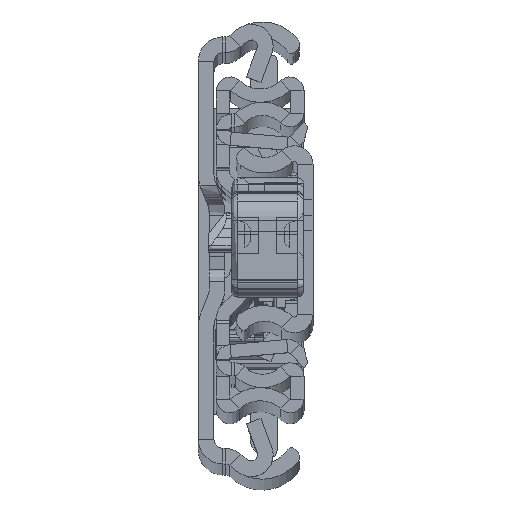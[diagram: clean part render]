
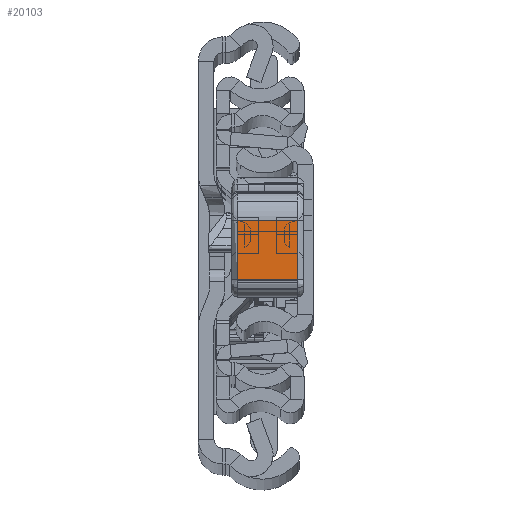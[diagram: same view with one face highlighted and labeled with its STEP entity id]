
A CAD part, top view. The second image highlights one B-rep face of the part: STEP entity #20103.
In plain terms, the highlighted face is planar.
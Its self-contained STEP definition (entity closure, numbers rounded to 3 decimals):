
#613 = ORIENTED_EDGE ( 'NONE', *, *, #3639, .T. ) ;
#1428 = LINE ( 'NONE', #18975, #2186 ) ;
#1824 = DIRECTION ( 'NONE',  ( 0., 0., 1. ) ) ;
#1988 = LINE ( 'NONE', #6695, #16168 ) ;
#2073 = CARTESIAN_POINT ( 'NONE',  ( 39.55, -12.274, 11. ) ) ;
#2186 = VECTOR ( 'NONE', #14076, 1000. ) ;
#3639 = EDGE_CURVE ( 'NONE', #18343, #14275, #8559, .T. ) ;
#3714 = VECTOR ( 'NONE', #26768, 1000. ) ;
#4401 = ORIENTED_EDGE ( 'NONE', *, *, #7054, .T. ) ;
#4484 = EDGE_CURVE ( 'NONE', #30860, #18343, #1988, .T. ) ;
#6535 = CARTESIAN_POINT ( 'NONE',  ( 39.818, -2.465, 0. ) ) ;
#6692 = LINE ( 'NONE', #22380, #12518 ) ;
#6695 = CARTESIAN_POINT ( 'NONE',  ( 39.818, -2.465, 11. ) ) ;
#7054 = EDGE_CURVE ( 'NONE', #10667, #30860, #6692, .T. ) ;
#8559 = LINE ( 'NONE', #26447, #3714 ) ;
#10667 = VERTEX_POINT ( 'NONE', #22188 ) ;
#11212 = EDGE_LOOP ( 'NONE', ( #22223, #4401, #12764, #613 ) ) ;
#12518 = VECTOR ( 'NONE', #16991, 1000. ) ;
#12764 = ORIENTED_EDGE ( 'NONE', *, *, #4484, .T. ) ;
#12965 = AXIS2_PLACEMENT_3D ( 'NONE', #2073, #20102, #33129 ) ;
#14076 = DIRECTION ( 'NONE',  ( 0., 0., -1. ) ) ;
#14275 = VERTEX_POINT ( 'NONE', #24729 ) ;
#16168 = VECTOR ( 'NONE', #1824, 1000. ) ;
#16991 = DIRECTION ( 'NONE',  ( 0.027, 1., 0. ) ) ;
#18343 = VERTEX_POINT ( 'NONE', #30060 ) ;
#18975 = CARTESIAN_POINT ( 'NONE',  ( 39.55, -12.274, 11. ) ) ;
#20102 = DIRECTION ( 'NONE',  ( -1., 0.027, 0. ) ) ;
#20103 = ADVANCED_FACE ( 'NONE', ( #25982 ), #23442, .F. ) ;
#22188 = CARTESIAN_POINT ( 'NONE',  ( 39.55, -12.274, 0. ) ) ;
#22223 = ORIENTED_EDGE ( 'NONE', *, *, #31549, .T. ) ;
#22380 = CARTESIAN_POINT ( 'NONE',  ( 39.55, -12.274, 0. ) ) ;
#23442 = PLANE ( 'NONE',  #12965 ) ;
#24729 = CARTESIAN_POINT ( 'NONE',  ( 39.55, -12.274, 10. ) ) ;
#25982 = FACE_OUTER_BOUND ( 'NONE', #11212, .T. ) ;
#26447 = CARTESIAN_POINT ( 'NONE',  ( 39.55, -12.274, 10. ) ) ;
#26768 = DIRECTION ( 'NONE',  ( -0.027, -1., 0. ) ) ;
#30060 = CARTESIAN_POINT ( 'NONE',  ( 39.818, -2.465, 10. ) ) ;
#30860 = VERTEX_POINT ( 'NONE', #6535 ) ;
#31549 = EDGE_CURVE ( 'NONE', #14275, #10667, #1428, .T. ) ;
#33129 = DIRECTION ( 'NONE',  ( -0.027, -1., 0. ) ) ;
